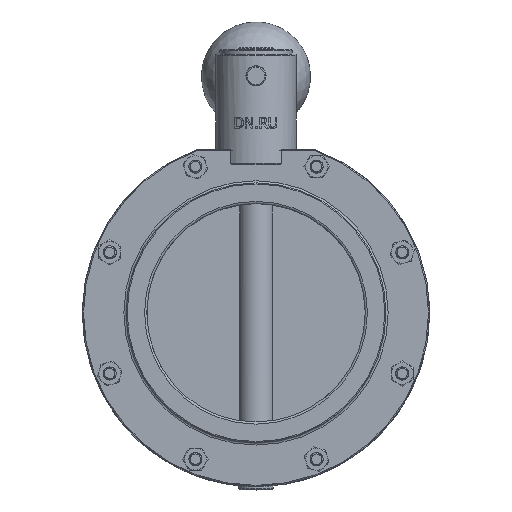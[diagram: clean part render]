
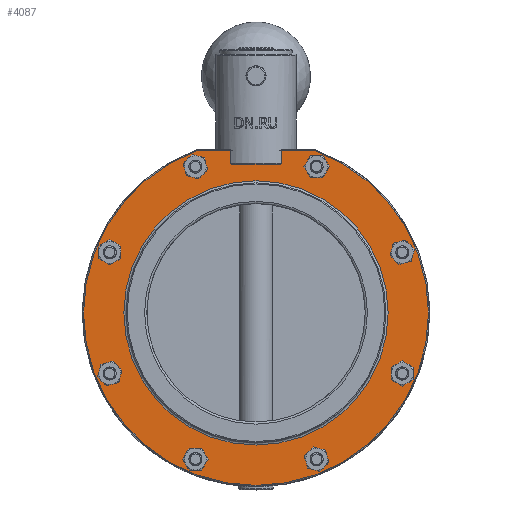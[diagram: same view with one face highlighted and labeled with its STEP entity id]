
A CAD part, top view. The second image highlights one B-rep face of the part: STEP entity #4087.
In plain terms, the highlighted planar face has unit normal (0, 0, 1).
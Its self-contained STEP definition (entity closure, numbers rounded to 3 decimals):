
#280=FACE_BOUND('',#1251,.T.);
#281=FACE_BOUND('',#1252,.T.);
#282=FACE_BOUND('',#1253,.T.);
#283=FACE_BOUND('',#1254,.T.);
#284=FACE_BOUND('',#1255,.T.);
#285=FACE_BOUND('',#1256,.T.);
#286=FACE_BOUND('',#1257,.T.);
#287=FACE_BOUND('',#1258,.T.);
#288=FACE_BOUND('',#1259,.T.);
#324=PLANE('',#4601);
#537=LINE('',#7198,#753);
#753=VECTOR('',#5353,10.);
#989=FACE_OUTER_BOUND('',#1250,.T.);
#1250=EDGE_LOOP('',(#3050,#3051));
#1251=EDGE_LOOP('',(#3052));
#1252=EDGE_LOOP('',(#3053));
#1253=EDGE_LOOP('',(#3054));
#1254=EDGE_LOOP('',(#3055));
#1255=EDGE_LOOP('',(#3056));
#1256=EDGE_LOOP('',(#3057));
#1257=EDGE_LOOP('',(#3058));
#1258=EDGE_LOOP('',(#3059));
#1259=EDGE_LOOP('',(#3060));
#1572=CIRCLE('',#4592,79.);
#1579=CIRCLE('',#4602,3.);
#1580=CIRCLE('',#4603,3.);
#1581=CIRCLE('',#4604,3.);
#1582=CIRCLE('',#4605,3.);
#1583=CIRCLE('',#4606,3.);
#1584=CIRCLE('',#4607,3.);
#1585=CIRCLE('',#4608,3.);
#1586=CIRCLE('',#4609,3.);
#1587=CIRCLE('',#4610,60.5);
#1870=VERTEX_POINT('',#7167);
#1875=VERTEX_POINT('',#7181);
#1882=VERTEX_POINT('',#7216);
#1883=VERTEX_POINT('',#7218);
#1884=VERTEX_POINT('',#7220);
#1885=VERTEX_POINT('',#7222);
#1886=VERTEX_POINT('',#7224);
#1887=VERTEX_POINT('',#7226);
#1888=VERTEX_POINT('',#7228);
#1889=VERTEX_POINT('',#7230);
#1890=VERTEX_POINT('',#7232);
#2314=EDGE_CURVE('',#1870,#1875,#1572,.T.);
#2316=EDGE_CURVE('',#1875,#1870,#537,.T.);
#2326=EDGE_CURVE('',#1882,#1882,#1579,.T.);
#2327=EDGE_CURVE('',#1883,#1883,#1580,.T.);
#2328=EDGE_CURVE('',#1884,#1884,#1581,.T.);
#2329=EDGE_CURVE('',#1885,#1885,#1582,.T.);
#2330=EDGE_CURVE('',#1886,#1886,#1583,.T.);
#2331=EDGE_CURVE('',#1887,#1887,#1584,.T.);
#2332=EDGE_CURVE('',#1888,#1888,#1585,.T.);
#2333=EDGE_CURVE('',#1889,#1889,#1586,.T.);
#2334=EDGE_CURVE('',#1890,#1890,#1587,.T.);
#3050=ORIENTED_EDGE('',*,*,#2314,.F.);
#3051=ORIENTED_EDGE('',*,*,#2316,.F.);
#3052=ORIENTED_EDGE('',*,*,#2326,.T.);
#3053=ORIENTED_EDGE('',*,*,#2327,.T.);
#3054=ORIENTED_EDGE('',*,*,#2328,.T.);
#3055=ORIENTED_EDGE('',*,*,#2329,.T.);
#3056=ORIENTED_EDGE('',*,*,#2330,.T.);
#3057=ORIENTED_EDGE('',*,*,#2331,.T.);
#3058=ORIENTED_EDGE('',*,*,#2332,.T.);
#3059=ORIENTED_EDGE('',*,*,#2333,.T.);
#3060=ORIENTED_EDGE('',*,*,#2334,.F.);
#4087=ADVANCED_FACE('',(#989,#280,#281,#282,#283,#284,#285,#286,#287,#288),
#324,.T.);
#4592=AXIS2_PLACEMENT_3D('',#7182,#5349,#5350);
#4601=AXIS2_PLACEMENT_3D('',#7215,#5371,#5372);
#4602=AXIS2_PLACEMENT_3D('',#7217,#5373,#5374);
#4603=AXIS2_PLACEMENT_3D('',#7219,#5375,#5376);
#4604=AXIS2_PLACEMENT_3D('',#7221,#5377,#5378);
#4605=AXIS2_PLACEMENT_3D('',#7223,#5379,#5380);
#4606=AXIS2_PLACEMENT_3D('',#7225,#5381,#5382);
#4607=AXIS2_PLACEMENT_3D('',#7227,#5383,#5384);
#4608=AXIS2_PLACEMENT_3D('',#7229,#5385,#5386);
#4609=AXIS2_PLACEMENT_3D('',#7231,#5387,#5388);
#4610=AXIS2_PLACEMENT_3D('',#7233,#5389,#5390);
#5349=DIRECTION('center_axis',(0.,0.,-1.));
#5350=DIRECTION('ref_axis',(0.,-1.,0.));
#5353=DIRECTION('',(1.,0.,0.));
#5371=DIRECTION('center_axis',(0.,0.,1.));
#5372=DIRECTION('ref_axis',(1.,0.,0.));
#5373=DIRECTION('center_axis',(0.,0.,-1.));
#5374=DIRECTION('ref_axis',(-1.,0.,0.));
#5375=DIRECTION('center_axis',(0.,0.,-1.));
#5376=DIRECTION('ref_axis',(-1.,0.,0.));
#5377=DIRECTION('center_axis',(0.,0.,-1.));
#5378=DIRECTION('ref_axis',(-1.,0.,0.));
#5379=DIRECTION('center_axis',(0.,0.,-1.));
#5380=DIRECTION('ref_axis',(-1.,0.,0.));
#5381=DIRECTION('center_axis',(0.,0.,-1.));
#5382=DIRECTION('ref_axis',(-1.,0.,0.));
#5383=DIRECTION('center_axis',(0.,0.,-1.));
#5384=DIRECTION('ref_axis',(-1.,0.,0.));
#5385=DIRECTION('center_axis',(0.,0.,-1.));
#5386=DIRECTION('ref_axis',(-1.,0.,0.));
#5387=DIRECTION('center_axis',(0.,0.,-1.));
#5388=DIRECTION('ref_axis',(-1.,0.,0.));
#5389=DIRECTION('center_axis',(0.,0.,1.));
#5390=DIRECTION('ref_axis',(-1.,0.,0.));
#7167=CARTESIAN_POINT('',(27.118,74.2,14.1));
#7181=CARTESIAN_POINT('',(-27.118,74.2,14.1));
#7182=CARTESIAN_POINT('Origin',(0.,0.,14.1));
#7198=CARTESIAN_POINT('',(0.,74.2,14.1));
#7215=CARTESIAN_POINT('Origin',(0.,0.,14.1));
#7216=CARTESIAN_POINT('',(30.745,-66.981,14.1));
#7217=CARTESIAN_POINT('Origin',(27.745,-66.981,14.1));
#7218=CARTESIAN_POINT('',(-24.745,-66.981,14.1));
#7219=CARTESIAN_POINT('Origin',(-27.745,-66.981,14.1));
#7220=CARTESIAN_POINT('',(-63.981,-27.745,14.1));
#7221=CARTESIAN_POINT('Origin',(-66.981,-27.745,14.1));
#7222=CARTESIAN_POINT('',(-63.981,27.745,14.1));
#7223=CARTESIAN_POINT('Origin',(-66.981,27.745,14.1));
#7224=CARTESIAN_POINT('',(-24.745,66.981,14.1));
#7225=CARTESIAN_POINT('Origin',(-27.745,66.981,14.1));
#7226=CARTESIAN_POINT('',(30.745,66.981,14.1));
#7227=CARTESIAN_POINT('Origin',(27.745,66.981,14.1));
#7228=CARTESIAN_POINT('',(69.981,27.745,14.1));
#7229=CARTESIAN_POINT('Origin',(66.981,27.745,14.1));
#7230=CARTESIAN_POINT('',(69.981,-27.745,14.1));
#7231=CARTESIAN_POINT('Origin',(66.981,-27.745,14.1));
#7232=CARTESIAN_POINT('',(60.5,0.,14.1));
#7233=CARTESIAN_POINT('Origin',(0.,0.,14.1));
